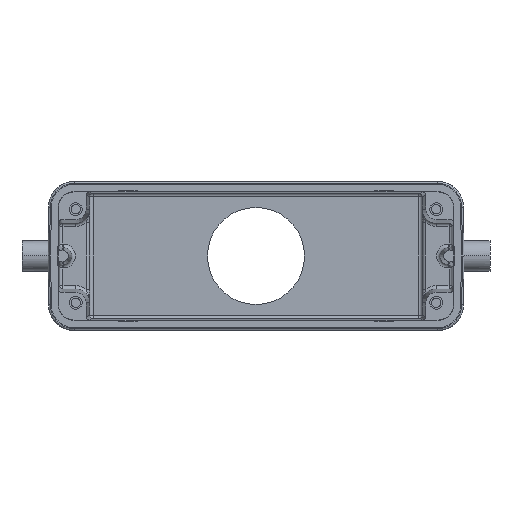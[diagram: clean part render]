
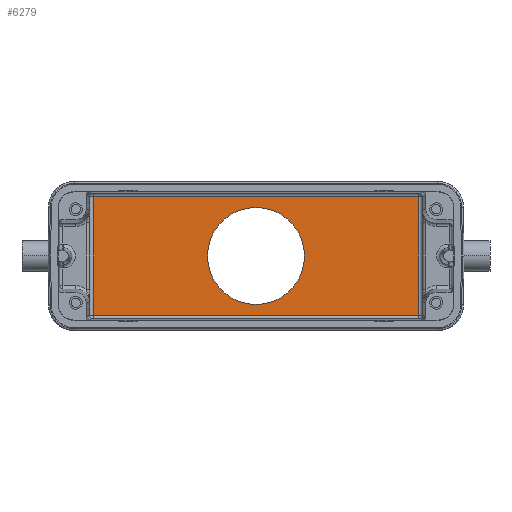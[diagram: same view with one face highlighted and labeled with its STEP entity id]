
A CAD part, front view. The second image highlights one B-rep face of the part: STEP entity #6279.
In plain terms, the highlighted planar face has unit normal (0, -1, 0).
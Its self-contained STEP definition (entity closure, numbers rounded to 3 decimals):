
#620=DIRECTION('',(0.,0.,-1.));
#621=VECTOR('',#620,34.27);
#622=CARTESIAN_POINT('',(-47.,52.,17.135));
#623=LINE('',#622,#621);
#624=DIRECTION('',(1.,0.,0.));
#625=VECTOR('',#624,94.);
#626=CARTESIAN_POINT('',(-47.,52.,17.135));
#627=LINE('',#626,#625);
#628=DIRECTION('',(0.,0.,-1.));
#629=VECTOR('',#628,34.27);
#630=CARTESIAN_POINT('',(47.,52.,17.135));
#631=LINE('',#630,#629);
#632=DIRECTION('',(1.,0.,0.));
#633=VECTOR('',#632,94.);
#634=CARTESIAN_POINT('',(-47.,52.,-17.135));
#635=LINE('',#634,#633);
#636=CARTESIAN_POINT('',(0.,52.,0.));
#637=DIRECTION('',(0.,-1.,0.));
#638=DIRECTION('',(-1.,0.,0.));
#639=AXIS2_PLACEMENT_3D('',#636,#637,#638);
#641=CARTESIAN_POINT('',(0.,52.,0.));
#642=DIRECTION('',(0.,-1.,0.));
#643=DIRECTION('',(1.,0.,0.));
#644=AXIS2_PLACEMENT_3D('',#641,#642,#643);
#4810=CARTESIAN_POINT('',(-47.,52.,17.135));
#4811=VERTEX_POINT('',#4810);
#4828=CARTESIAN_POINT('',(-47.,52.,-17.135));
#4829=VERTEX_POINT('',#4828);
#4846=CARTESIAN_POINT('',(47.,52.,17.135));
#4847=VERTEX_POINT('',#4846);
#4864=CARTESIAN_POINT('',(47.,52.,-17.135));
#4865=VERTEX_POINT('',#4864);
#5499=CARTESIAN_POINT('',(-14.,52.,0.));
#5500=CARTESIAN_POINT('',(14.,52.,0.));
#5501=VERTEX_POINT('',#5499);
#5502=VERTEX_POINT('',#5500);
#6260=CARTESIAN_POINT('',(57.,52.,-18.5));
#6261=DIRECTION('',(0.,1.,0.));
#6262=DIRECTION('',(1.,0.,0.));
#6263=AXIS2_PLACEMENT_3D('',#6260,#6261,#6262);
#6264=PLANE('',#6263);
#6266=ORIENTED_EDGE('',*,*,#6265,.F.);
#6268=ORIENTED_EDGE('',*,*,#6267,.T.);
#6270=ORIENTED_EDGE('',*,*,#6269,.T.);
#6272=ORIENTED_EDGE('',*,*,#6271,.F.);
#6273=EDGE_LOOP('',(#6266,#6268,#6270,#6272));
#6274=FACE_OUTER_BOUND('',#6273,.F.);
#6275=ORIENTED_EDGE('',*,*,#6242,.T.);
#6276=ORIENTED_EDGE('',*,*,#6253,.T.);
#6277=EDGE_LOOP('',(#6275,#6276));
#6278=FACE_BOUND('',#6277,.F.);
#640=CIRCLE('',#639,14.);
#645=CIRCLE('',#644,14.);
#6242=EDGE_CURVE('',#5501,#5502,#640,.T.);
#6253=EDGE_CURVE('',#5502,#5501,#645,.T.);
#6265=EDGE_CURVE('',#4811,#4829,#623,.T.);
#6267=EDGE_CURVE('',#4811,#4847,#627,.T.);
#6269=EDGE_CURVE('',#4847,#4865,#631,.T.);
#6271=EDGE_CURVE('',#4829,#4865,#635,.T.);
#6279=ADVANCED_FACE('',(#6274,#6278),#6264,.F.);
